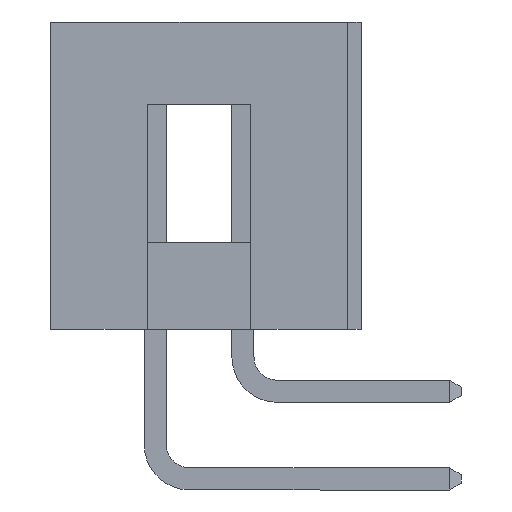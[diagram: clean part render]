
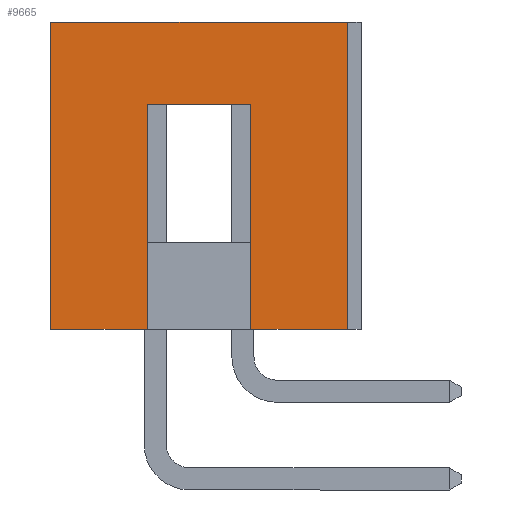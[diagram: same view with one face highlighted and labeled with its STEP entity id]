
A CAD part, left-side view. The second image highlights one B-rep face of the part: STEP entity #9665.
In plain terms, the highlighted planar face has unit normal (-1, 0, 0).
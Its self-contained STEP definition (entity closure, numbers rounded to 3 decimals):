
#159 = AXIS2_PLACEMENT_3D ( 'NONE', #8208, #2388, #9167 ) ;
#584 = ORIENTED_EDGE ( 'NONE', *, *, #5991, .T. ) ;
#637 = DIRECTION ( 'NONE',  ( 0., 1., 0. ) ) ;
#896 = LINE ( 'NONE', #7491, #10842 ) ;
#1125 = ORIENTED_EDGE ( 'NONE', *, *, #5527, .F. ) ;
#1472 = EDGE_LOOP ( 'NONE', ( #584, #1125, #8261, #6757, #5908, #9475, #5045, #9111 ) ) ;
#1554 = LINE ( 'NONE', #5856, #6779 ) ;
#1670 = CARTESIAN_POINT ( 'NONE',  ( 0., 0., 8.9 ) ) ;
#2061 = VERTEX_POINT ( 'NONE', #5820 ) ;
#2096 = CARTESIAN_POINT ( 'NONE',  ( 0., 0., 8.9 ) ) ;
#2148 = FACE_OUTER_BOUND ( 'NONE', #1472, .T. ) ;
#2271 = VERTEX_POINT ( 'NONE', #7943 ) ;
#2388 = DIRECTION ( 'NONE',  ( -1., 0., 0. ) ) ;
#2494 = CARTESIAN_POINT ( 'NONE',  ( 0., 5.8, 6.5 ) ) ;
#2856 = CARTESIAN_POINT ( 'NONE',  ( 0., 2.8, 6.5 ) ) ;
#3033 = VECTOR ( 'NONE', #9428, 1000. ) ;
#3214 = VERTEX_POINT ( 'NONE', #12161 ) ;
#3551 = DIRECTION ( 'NONE',  ( 0., 0., -1. ) ) ;
#3697 = CARTESIAN_POINT ( 'NONE',  ( 0., 5.8, 6.5 ) ) ;
#3878 = EDGE_CURVE ( 'NONE', #2061, #6985, #896, .T. ) ;
#3940 = DIRECTION ( 'NONE',  ( 0., 1., 0. ) ) ;
#5024 = EDGE_CURVE ( 'NONE', #5635, #6985, #9031, .T. ) ;
#5040 = EDGE_CURVE ( 'NONE', #11518, #5635, #11205, .T. ) ;
#5045 = ORIENTED_EDGE ( 'NONE', *, *, #10951, .F. ) ;
#5221 = LINE ( 'NONE', #2856, #10204 ) ;
#5527 = EDGE_CURVE ( 'NONE', #2271, #10785, #7984, .T. ) ;
#5635 = VERTEX_POINT ( 'NONE', #11634 ) ;
#5820 = CARTESIAN_POINT ( 'NONE',  ( 0., 5.8, 0. ) ) ;
#5856 = CARTESIAN_POINT ( 'NONE',  ( 0., 2.8, 6.5 ) ) ;
#5908 = ORIENTED_EDGE ( 'NONE', *, *, #5024, .T. ) ;
#5991 = EDGE_CURVE ( 'NONE', #3214, #10785, #1554, .T. ) ;
#6322 = PLANE ( 'NONE',  #159 ) ;
#6355 = VECTOR ( 'NONE', #3551, 1000. ) ;
#6526 = VECTOR ( 'NONE', #10782, 1000. ) ;
#6543 = LINE ( 'NONE', #3697, #3033 ) ;
#6752 = DIRECTION ( 'NONE',  ( 0., 0., -1. ) ) ;
#6757 = ORIENTED_EDGE ( 'NONE', *, *, #5040, .T. ) ;
#6779 = VECTOR ( 'NONE', #6752, 1000. ) ;
#6789 = DIRECTION ( 'NONE',  ( 0., 1., 0. ) ) ;
#6805 = CARTESIAN_POINT ( 'NONE',  ( 0., 0., 0. ) ) ;
#6985 = VERTEX_POINT ( 'NONE', #10092 ) ;
#7491 = CARTESIAN_POINT ( 'NONE',  ( 0., 0., 0. ) ) ;
#7689 = VECTOR ( 'NONE', #3940, 1000. ) ;
#7943 = CARTESIAN_POINT ( 'NONE',  ( 0., 0., 0. ) ) ;
#7964 = CARTESIAN_POINT ( 'NONE',  ( 0., 8.6, 8.9 ) ) ;
#7984 = LINE ( 'NONE', #6805, #7689 ) ;
#8006 = DIRECTION ( 'NONE',  ( 0., 1., 0. ) ) ;
#8208 = CARTESIAN_POINT ( 'NONE',  ( 0., 0., 8.9 ) ) ;
#8261 = ORIENTED_EDGE ( 'NONE', *, *, #8321, .F. ) ;
#8321 = EDGE_CURVE ( 'NONE', #11518, #2271, #8853, .T. ) ;
#8730 = VECTOR ( 'NONE', #8006, 1000. ) ;
#8853 = LINE ( 'NONE', #10224, #6355 ) ;
#9031 = LINE ( 'NONE', #7964, #6526 ) ;
#9111 = ORIENTED_EDGE ( 'NONE', *, *, #11114, .F. ) ;
#9167 = DIRECTION ( 'NONE',  ( 0., 0., 1. ) ) ;
#9188 = CARTESIAN_POINT ( 'NONE',  ( 0., 2.8, 0. ) ) ;
#9428 = DIRECTION ( 'NONE',  ( 0., 0., -1. ) ) ;
#9475 = ORIENTED_EDGE ( 'NONE', *, *, #3878, .F. ) ;
#9665 = ADVANCED_FACE ( 'NONE', ( #2148 ), #6322, .T. ) ;
#10092 = CARTESIAN_POINT ( 'NONE',  ( 0., 8.6, 0. ) ) ;
#10204 = VECTOR ( 'NONE', #6789, 1000. ) ;
#10224 = CARTESIAN_POINT ( 'NONE',  ( 0., 0., 8.9 ) ) ;
#10782 = DIRECTION ( 'NONE',  ( 0., 0., -1. ) ) ;
#10785 = VERTEX_POINT ( 'NONE', #9188 ) ;
#10826 = VERTEX_POINT ( 'NONE', #2494 ) ;
#10842 = VECTOR ( 'NONE', #637, 1000. ) ;
#10951 = EDGE_CURVE ( 'NONE', #10826, #2061, #6543, .T. ) ;
#11114 = EDGE_CURVE ( 'NONE', #3214, #10826, #5221, .T. ) ;
#11205 = LINE ( 'NONE', #2096, #8730 ) ;
#11518 = VERTEX_POINT ( 'NONE', #1670 ) ;
#11634 = CARTESIAN_POINT ( 'NONE',  ( 0., 8.6, 8.9 ) ) ;
#12161 = CARTESIAN_POINT ( 'NONE',  ( 0., 2.8, 6.5 ) ) ;
